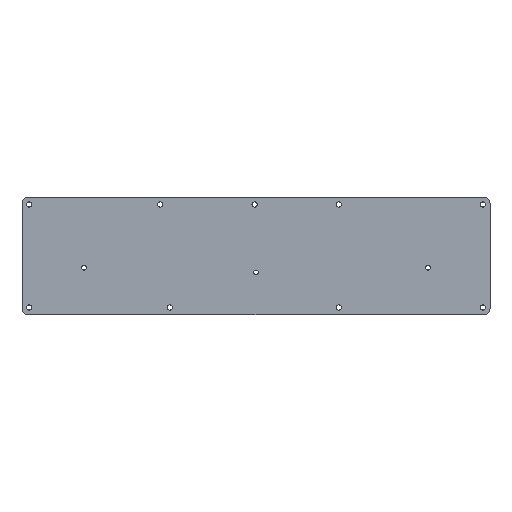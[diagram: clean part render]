
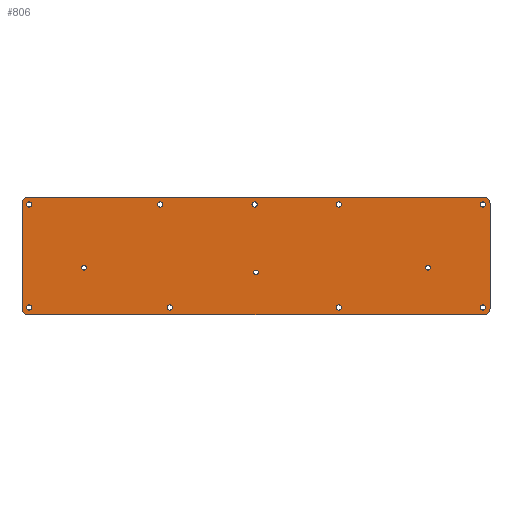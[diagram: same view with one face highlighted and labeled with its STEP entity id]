
A CAD part, left-side view. The second image highlights one B-rep face of the part: STEP entity #806.
In plain terms, the highlighted planar face has unit normal (-1, 0, 0).
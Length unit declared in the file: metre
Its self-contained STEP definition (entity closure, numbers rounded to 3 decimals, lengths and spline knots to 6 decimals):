
#18=PLANE('',#907);
#30=LINE('',#1231,#62);
#34=LINE('',#1243,#66);
#38=LINE('',#1255,#70);
#41=LINE('',#1319,#73);
#62=VECTOR('',#978,1.);
#66=VECTOR('',#990,1.);
#70=VECTOR('',#1002,1.);
#73=VECTOR('',#1079,1.);
#146=ORIENTED_EDGE('',*,*,#284,.F.);
#147=ORIENTED_EDGE('',*,*,#288,.T.);
#148=ORIENTED_EDGE('',*,*,#291,.F.);
#149=ORIENTED_EDGE('',*,*,#294,.T.);
#150=ORIENTED_EDGE('',*,*,#297,.F.);
#151=ORIENTED_EDGE('',*,*,#300,.F.);
#152=ORIENTED_EDGE('',*,*,#303,.F.);
#153=ORIENTED_EDGE('',*,*,#327,.F.);
#154=ORIENTED_EDGE('',*,*,#324,.T.);
#155=ORIENTED_EDGE('',*,*,#322,.T.);
#156=ORIENTED_EDGE('',*,*,#320,.T.);
#157=ORIENTED_EDGE('',*,*,#318,.T.);
#158=ORIENTED_EDGE('',*,*,#316,.T.);
#159=ORIENTED_EDGE('',*,*,#314,.T.);
#160=ORIENTED_EDGE('',*,*,#312,.T.);
#161=ORIENTED_EDGE('',*,*,#310,.T.);
#162=ORIENTED_EDGE('',*,*,#308,.T.);
#163=ORIENTED_EDGE('',*,*,#306,.T.);
#164=ORIENTED_EDGE('',*,*,#304,.T.);
#165=ORIENTED_EDGE('',*,*,#328,.T.);
#284=EDGE_CURVE('',#380,#381,#459,.T.);
#288=EDGE_CURVE('',#380,#383,#30,.T.);
#291=EDGE_CURVE('',#385,#383,#461,.T.);
#294=EDGE_CURVE('',#385,#387,#34,.T.);
#297=EDGE_CURVE('',#389,#387,#463,.T.);
#300=EDGE_CURVE('',#391,#389,#38,.T.);
#303=EDGE_CURVE('',#393,#391,#465,.T.);
#304=EDGE_CURVE('',#394,#394,#466,.T.);
#306=EDGE_CURVE('',#396,#396,#468,.T.);
#308=EDGE_CURVE('',#398,#398,#470,.T.);
#310=EDGE_CURVE('',#400,#400,#472,.T.);
#312=EDGE_CURVE('',#402,#402,#474,.T.);
#314=EDGE_CURVE('',#404,#404,#476,.T.);
#316=EDGE_CURVE('',#406,#406,#478,.T.);
#318=EDGE_CURVE('',#408,#408,#480,.T.);
#320=EDGE_CURVE('',#410,#410,#482,.T.);
#322=EDGE_CURVE('',#412,#412,#484,.T.);
#324=EDGE_CURVE('',#414,#414,#486,.T.);
#327=EDGE_CURVE('',#381,#393,#41,.T.);
#328=EDGE_CURVE('',#416,#416,#488,.T.);
#380=VERTEX_POINT('',#1222);
#381=VERTEX_POINT('',#1224);
#383=VERTEX_POINT('',#1230);
#385=VERTEX_POINT('',#1236);
#387=VERTEX_POINT('',#1242);
#389=VERTEX_POINT('',#1248);
#391=VERTEX_POINT('',#1254);
#393=VERTEX_POINT('',#1260);
#394=VERTEX_POINT('',#1264);
#396=VERTEX_POINT('',#1269);
#398=VERTEX_POINT('',#1274);
#400=VERTEX_POINT('',#1279);
#402=VERTEX_POINT('',#1284);
#404=VERTEX_POINT('',#1289);
#406=VERTEX_POINT('',#1294);
#408=VERTEX_POINT('',#1299);
#410=VERTEX_POINT('',#1304);
#412=VERTEX_POINT('',#1309);
#414=VERTEX_POINT('',#1314);
#416=VERTEX_POINT('',#1322);
#459=CIRCLE('',#857,0.005);
#461=CIRCLE('',#861,0.005);
#463=CIRCLE('',#865,0.005);
#465=CIRCLE('',#869,0.005);
#466=CIRCLE('',#871,0.00225);
#468=CIRCLE('',#874,0.00225);
#470=CIRCLE('',#877,0.00225);
#472=CIRCLE('',#880,0.00225);
#474=CIRCLE('',#883,0.00225);
#476=CIRCLE('',#886,0.00225);
#478=CIRCLE('',#889,0.00225);
#480=CIRCLE('',#892,0.00225);
#482=CIRCLE('',#895,0.002);
#484=CIRCLE('',#898,0.00225);
#486=CIRCLE('',#901,0.002);
#488=CIRCLE('',#905,0.002);
#554=EDGE_LOOP('',(#146,#147,#148,#149,#150,#151,#152,#153));
#555=EDGE_LOOP('',(#154));
#556=EDGE_LOOP('',(#155));
#557=EDGE_LOOP('',(#156));
#558=EDGE_LOOP('',(#157));
#559=EDGE_LOOP('',(#158));
#560=EDGE_LOOP('',(#159));
#561=EDGE_LOOP('',(#160));
#562=EDGE_LOOP('',(#161));
#563=EDGE_LOOP('',(#162));
#564=EDGE_LOOP('',(#163));
#565=EDGE_LOOP('',(#164));
#566=EDGE_LOOP('',(#165));
#670=FACE_BOUND('',#554,.T.);
#671=FACE_BOUND('',#555,.T.);
#672=FACE_BOUND('',#556,.T.);
#673=FACE_BOUND('',#557,.T.);
#674=FACE_BOUND('',#558,.T.);
#675=FACE_BOUND('',#559,.T.);
#676=FACE_BOUND('',#560,.T.);
#677=FACE_BOUND('',#561,.T.);
#678=FACE_BOUND('',#562,.T.);
#679=FACE_BOUND('',#563,.T.);
#680=FACE_BOUND('',#564,.T.);
#681=FACE_BOUND('',#565,.T.);
#682=FACE_BOUND('',#566,.T.);
#806=ADVANCED_FACE('',(#670,#671,#672,#673,#674,#675,#676,#677,#678,#679,
#680,#681,#682),#18,.F.);
#857=AXIS2_PLACEMENT_3D('',#1223,#971,#972);
#861=AXIS2_PLACEMENT_3D('',#1237,#984,#985);
#865=AXIS2_PLACEMENT_3D('',#1249,#996,#997);
#869=AXIS2_PLACEMENT_3D('',#1261,#1008,#1009);
#871=AXIS2_PLACEMENT_3D('',#1263,#1012,#1013);
#874=AXIS2_PLACEMENT_3D('',#1268,#1018,#1019);
#877=AXIS2_PLACEMENT_3D('',#1273,#1024,#1025);
#880=AXIS2_PLACEMENT_3D('',#1278,#1030,#1031);
#883=AXIS2_PLACEMENT_3D('',#1283,#1036,#1037);
#886=AXIS2_PLACEMENT_3D('',#1288,#1042,#1043);
#889=AXIS2_PLACEMENT_3D('',#1293,#1048,#1049);
#892=AXIS2_PLACEMENT_3D('',#1298,#1054,#1055);
#895=AXIS2_PLACEMENT_3D('',#1303,#1060,#1061);
#898=AXIS2_PLACEMENT_3D('',#1308,#1066,#1067);
#901=AXIS2_PLACEMENT_3D('',#1313,#1072,#1073);
#905=AXIS2_PLACEMENT_3D('',#1321,#1082,#1083);
#907=AXIS2_PLACEMENT_3D('',#1325,#1086,#1087);
#971=DIRECTION('',(1.,0.,0.));
#972=DIRECTION('',(0.,0.,-1.));
#978=DIRECTION('',(0.,0.,1.));
#984=DIRECTION('',(1.,0.,0.));
#985=DIRECTION('',(0.,0.,-1.));
#990=DIRECTION('',(0.,1.,0.));
#996=DIRECTION('',(1.,0.,0.));
#997=DIRECTION('',(0.,0.,-1.));
#1002=DIRECTION('',(0.,0.,1.));
#1008=DIRECTION('',(1.,0.,0.));
#1009=DIRECTION('',(0.,0.,-1.));
#1012=DIRECTION('',(1.,0.,0.));
#1013=DIRECTION('',(0.,0.,-1.));
#1018=DIRECTION('',(1.,0.,0.));
#1019=DIRECTION('',(0.,0.,-1.));
#1024=DIRECTION('',(1.,0.,0.));
#1025=DIRECTION('',(0.,0.,-1.));
#1030=DIRECTION('',(1.,0.,0.));
#1031=DIRECTION('',(0.,0.,-1.));
#1036=DIRECTION('',(1.,0.,0.));
#1037=DIRECTION('',(0.,0.,-1.));
#1042=DIRECTION('',(1.,0.,0.));
#1043=DIRECTION('',(0.,0.,-1.));
#1048=DIRECTION('',(1.,0.,0.));
#1049=DIRECTION('',(0.,0.,-1.));
#1054=DIRECTION('',(1.,0.,0.));
#1055=DIRECTION('',(0.,0.,-1.));
#1060=DIRECTION('',(1.,0.,0.));
#1061=DIRECTION('',(0.,0.,-1.));
#1066=DIRECTION('',(1.,0.,0.));
#1067=DIRECTION('',(0.,0.,-1.));
#1072=DIRECTION('',(1.,0.,0.));
#1073=DIRECTION('',(0.,0.,-1.));
#1079=DIRECTION('',(0.,1.,0.));
#1082=DIRECTION('',(1.,0.,0.));
#1083=DIRECTION('',(0.,0.,-1.));
#1086=DIRECTION('',(1.,0.,0.));
#1087=DIRECTION('',(0.,1.,0.));
#1222=CARTESIAN_POINT('',(-0.063,0.,0.005));
#1223=CARTESIAN_POINT('',(-0.063,0.005,0.005));
#1224=CARTESIAN_POINT('',(-0.063,0.005,0.));
#1230=CARTESIAN_POINT('',(-0.063,0.,0.095));
#1231=CARTESIAN_POINT('',(-0.063,0.,0.05));
#1236=CARTESIAN_POINT('',(-0.063,0.005,0.1));
#1237=CARTESIAN_POINT('',(-0.063,0.005,0.095));
#1242=CARTESIAN_POINT('',(-0.063,0.395,0.1));
#1243=CARTESIAN_POINT('',(-0.063,0.2,0.1));
#1248=CARTESIAN_POINT('',(-0.063,0.4,0.095));
#1249=CARTESIAN_POINT('',(-0.063,0.395,0.095));
#1254=CARTESIAN_POINT('',(-0.063,0.4,0.005));
#1255=CARTESIAN_POINT('',(-0.063,0.4,0.05));
#1260=CARTESIAN_POINT('',(-0.063,0.395,0.));
#1261=CARTESIAN_POINT('',(-0.063,0.395,0.005));
#1263=CARTESIAN_POINT('',(-0.063,0.201169,0.094));
#1264=CARTESIAN_POINT('',(-0.063,0.201169,0.09175));
#1268=CARTESIAN_POINT('',(-0.063,0.129286,0.006));
#1269=CARTESIAN_POINT('',(-0.063,0.129286,0.00375));
#1273=CARTESIAN_POINT('',(-0.063,0.281878,0.094));
#1274=CARTESIAN_POINT('',(-0.063,0.281878,0.09175));
#1278=CARTESIAN_POINT('',(-0.063,0.129286,0.094));
#1279=CARTESIAN_POINT('',(-0.063,0.129286,0.09175));
#1283=CARTESIAN_POINT('',(-0.063,0.394,0.006));
#1284=CARTESIAN_POINT('',(-0.063,0.394,0.00375));
#1288=CARTESIAN_POINT('',(-0.063,0.394,0.094));
#1289=CARTESIAN_POINT('',(-0.063,0.394,0.09175));
#1293=CARTESIAN_POINT('',(-0.063,0.006,0.006));
#1294=CARTESIAN_POINT('',(-0.063,0.006,0.00375));
#1298=CARTESIAN_POINT('',(-0.063,0.006,0.094));
#1299=CARTESIAN_POINT('',(-0.063,0.006,0.09175));
#1303=CARTESIAN_POINT('',(-0.063,0.053,0.04));
#1304=CARTESIAN_POINT('',(-0.063,0.053,0.038));
#1308=CARTESIAN_POINT('',(-0.063,0.273647,0.006));
#1309=CARTESIAN_POINT('',(-0.063,0.273647,0.00375));
#1313=CARTESIAN_POINT('',(-0.063,0.2,0.036));
#1314=CARTESIAN_POINT('',(-0.063,0.2,0.034));
#1319=CARTESIAN_POINT('',(-0.063,0.2,0.));
#1321=CARTESIAN_POINT('',(-0.063,0.347,0.04));
#1322=CARTESIAN_POINT('',(-0.063,0.347,0.038));
#1325=CARTESIAN_POINT('',(-0.063,0.2,0.044));
